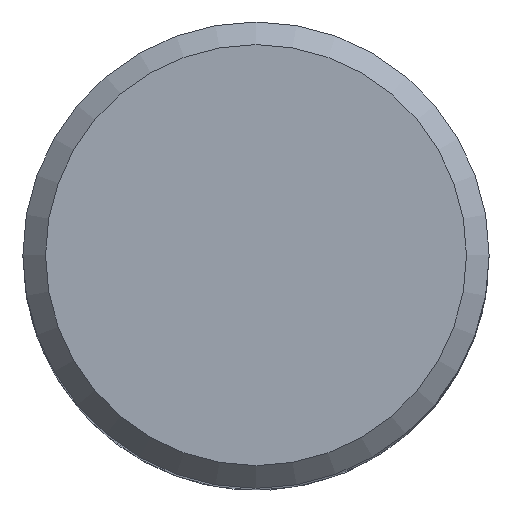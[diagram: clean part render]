
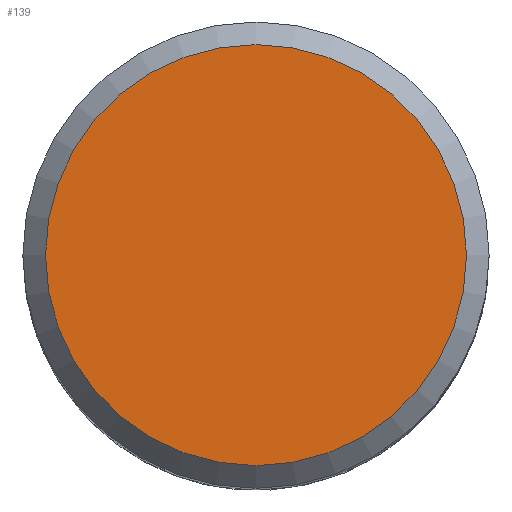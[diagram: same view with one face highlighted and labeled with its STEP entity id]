
A CAD part, top view. The second image highlights one B-rep face of the part: STEP entity #139.
In plain terms, the highlighted planar face has unit normal (0, 0, 1).
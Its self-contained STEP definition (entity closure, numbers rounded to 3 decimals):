
#116=PLANE('',#432);
#118=FACE_OUTER_BOUND('',#208,.T.);
#139=ADVANCED_FACE('',(#118),#116,.T.);
#208=EDGE_LOOP('',(#246));
#246=ORIENTED_EDGE('',*,*,#293,.T.);
#274=VERTEX_POINT('',#574);
#293=EDGE_CURVE('',#274,#274,#312,.T.);
#312=CIRCLE('',#431,14.5);
#431=AXIS2_PLACEMENT_3D('',#573,#501,#502);
#432=AXIS2_PLACEMENT_3D('',#575,#503,#504);
#501=DIRECTION('',(0.,0.,1.));
#502=DIRECTION('',(1.,0.,0.));
#503=DIRECTION('',(0.,0.,1.));
#504=DIRECTION('',(1.,0.,0.));
#573=CARTESIAN_POINT('',(0.,0.,0.));
#574=CARTESIAN_POINT('',(14.5,0.,0.));
#575=CARTESIAN_POINT('',(0.,0.,0.));
